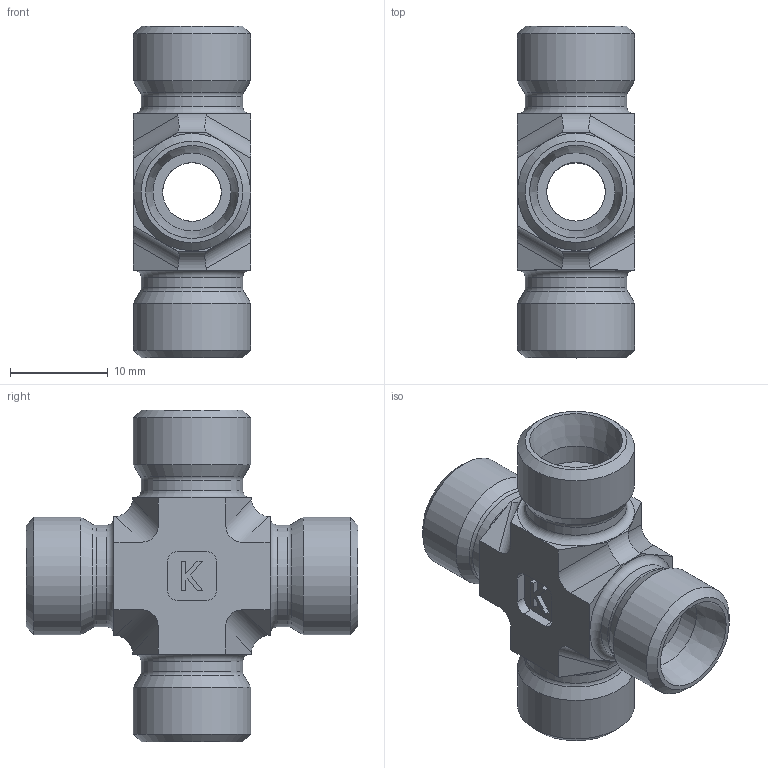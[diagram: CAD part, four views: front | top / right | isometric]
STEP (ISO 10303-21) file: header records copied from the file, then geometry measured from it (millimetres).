
FILE_DESCRIPTION((''),'2;1');
FILE_NAME('4900812.stp','2014-09-18T14:31:56',(''),('KNOMI spol. s r. o.'),'Autodesk Inventor 2012','Autodesk Inventor 2012','');
FILE_SCHEMA(('AUTOMOTIVE_DESIGN { 1 2 10303 214 0 1 1 1 }'));
Length unit declared in the file: millimetre
Products named in the file (1): KS1 8LL 4xM12x1
Bounding box: 12 x 34 x 34 mm (x, y, z)
Volume: 3974.2 mm3; surface area: 3600.2 mm2
Topology: 1 solids, 1 shells, 120 faces, 296 edges, 182 vertices
Faces by surface type: plane 68, cylinder 32, cone 12, torus 8
Full cylindrical faces by diameter (mm): 6 x4, 8 x4, 10.4 x4, 12 x4
Entity records: 3270 total; most frequent: DIRECTION 598, CARTESIAN_POINT 539, ORIENTED_EDGE 496, EDGE_CURVE 248, AXIS2_PLACEMENT_3D 229, VERTEX_POINT 170, EDGE_LOOP 166, VECTOR 140
